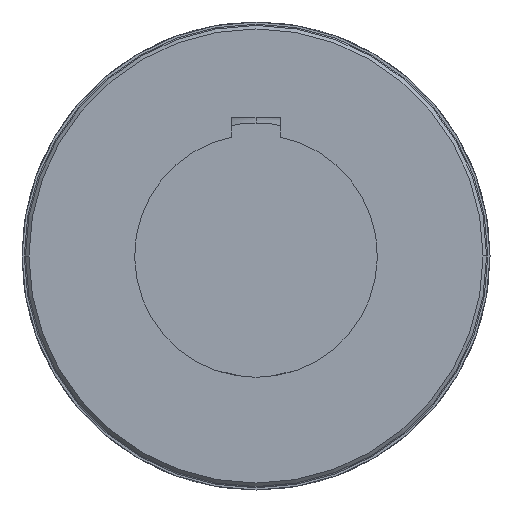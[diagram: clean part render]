
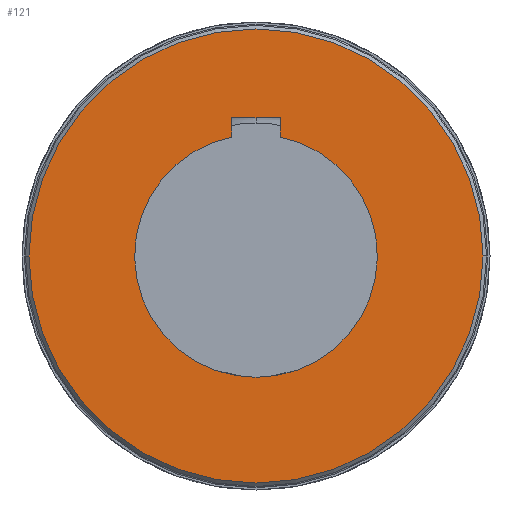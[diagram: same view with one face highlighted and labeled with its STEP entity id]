
A CAD part, left-side view. The second image highlights one B-rep face of the part: STEP entity #121.
In plain terms, the highlighted planar face has unit normal (-1, 0, 0).
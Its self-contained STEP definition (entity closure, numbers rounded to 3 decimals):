
#121=ADVANCED_FACE('',(#235,#236),#237,.T.);
#235=FACE_BOUND('',#393,.T.);
#236=FACE_OUTER_BOUND('',#394,.T.);
#237=PLANE('',#395);
#393=EDGE_LOOP('',(#804,#805,#806,#807,#808));
#394=EDGE_LOOP('',(#809,#810));
#395=AXIS2_PLACEMENT_3D('',#811,#812,#813);
#804=ORIENTED_EDGE('',*,*,#1240,.T.);
#805=ORIENTED_EDGE('',*,*,#1244,.T.);
#806=ORIENTED_EDGE('',*,*,#1219,.T.);
#807=ORIENTED_EDGE('',*,*,#1229,.T.);
#808=ORIENTED_EDGE('',*,*,#1236,.T.);
#809=ORIENTED_EDGE('',*,*,#1210,.F.);
#810=ORIENTED_EDGE('',*,*,#1255,.F.);
#811=CARTESIAN_POINT('',(-92.5,32.75,0.0));
#812=DIRECTION('',(-1.0,0.0,0.0));
#813=DIRECTION('',(0.0,-1.0,0.0));
#1210=EDGE_CURVE('',#1486,#1489,#1490,.T.);
#1219=EDGE_CURVE('',#1505,#1503,#1506,.T.);
#1229=EDGE_CURVE('',#1503,#1521,#1522,.T.);
#1236=EDGE_CURVE('',#1521,#1533,#1534,.T.);
#1240=EDGE_CURVE('',#1533,#1538,#1539,.T.);
#1244=EDGE_CURVE('',#1538,#1505,#1545,.T.);
#1255=EDGE_CURVE('',#1489,#1486,#1560,.T.);
#1486=VERTEX_POINT('',#2237);
#1489=VERTEX_POINT('',#2241);
#1490=CIRCLE('',#2242,65.5);
#1503=VERTEX_POINT('',#2259);
#1505=VERTEX_POINT('',#2262);
#1506=CIRCLE('',#2263,35.0);
#1521=VERTEX_POINT('',#2415);
#1522=LINE('',#2416,#2417);
#1533=VERTEX_POINT('',#2433);
#1534=LINE('',#2434,#2435);
#1538=VERTEX_POINT('',#2441);
#1539=LINE('',#2442,#2443);
#1545=CIRCLE('',#2451,35.0);
#1560=CIRCLE('',#2470,65.5);
#2237=CARTESIAN_POINT('',(-92.5,65.5,0.0));
#2241=CARTESIAN_POINT('',(-92.5,-65.5,0.));
#2242=AXIS2_PLACEMENT_3D('',#3130,#3131,#3132);
#2259=CARTESIAN_POINT('',(-92.5,7.0,34.293));
#2262=CARTESIAN_POINT('',(-92.5,0.,-35.0));
#2263=AXIS2_PLACEMENT_3D('',#3147,#3148,#3149);
#2415=CARTESIAN_POINT('',(-92.5,7.0,39.9));
#2416=CARTESIAN_POINT('',(-92.5,7.0,9.975));
#2417=VECTOR('',#3153,1.0);
#2433=CARTESIAN_POINT('',(-92.5,-7.0,39.9));
#2434=CARTESIAN_POINT('',(-92.5,16.375,39.9));
#2435=VECTOR('',#3162,1.0);
#2441=CARTESIAN_POINT('',(-92.5,-7.0,34.293));
#2442=CARTESIAN_POINT('',(-92.5,-7.0,9.975));
#2443=VECTOR('',#3168,1.0);
#2451=AXIS2_PLACEMENT_3D('',#3174,#3175,#3176);
#2470=AXIS2_PLACEMENT_3D('',#3199,#3200,#3201);
#3130=CARTESIAN_POINT('',(-92.5,0.0,0.0));
#3131=DIRECTION('',(1.0,0.0,0.0));
#3132=DIRECTION('',(0.0,1.0,0.0));
#3147=CARTESIAN_POINT('',(-92.5,0.0,0.0));
#3148=DIRECTION('',(1.0,0.0,0.0));
#3149=DIRECTION('',(0.0,0.0,-1.0));
#3153=DIRECTION('',(0.0,-0.0,1.0));
#3162=DIRECTION('',(0.0,-1.0,0.0));
#3168=DIRECTION('',(0.0,0.0,-1.0));
#3174=CARTESIAN_POINT('',(-92.5,0.0,0.0));
#3175=DIRECTION('',(1.0,0.0,0.0));
#3176=DIRECTION('',(0.0,0.0,-1.0));
#3199=CARTESIAN_POINT('',(-92.5,0.0,0.0));
#3200=DIRECTION('',(1.0,0.0,0.0));
#3201=DIRECTION('',(0.0,1.0,0.0));
